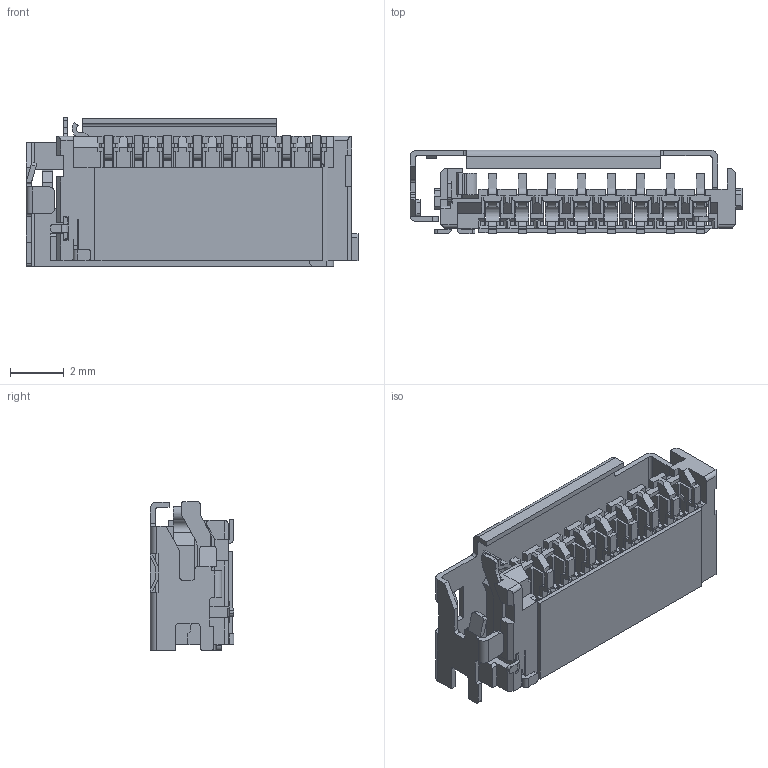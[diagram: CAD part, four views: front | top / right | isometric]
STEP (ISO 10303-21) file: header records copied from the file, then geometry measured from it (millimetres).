
FILE_DESCRIPTION (( 'STEP AP214' ), '1' );
FILE_NAME ('TF-021B1.STEP', '2021-07-17T00:02:22', ( 'Administrator' ), ( 'Microsoft' ), 'SwSTEP 2.0', 'SolidWorks 2019', '' );
FILE_SCHEMA (( 'AUTOMOTIVE_DESIGN' ));
Length unit declared in the file: millimetre
Products named in the file (4): 铁壳.stepep_默认__è_; 胶体.stepep_默认__è_; TF-021B1; 簧片.stepep_默认__è_
Assembly tree (3 placements, depth 2):
  TF-021B1
    簧片.stepep_默认__è_
    胶体.stepep_默认__è_
    铁壳.stepep_默认__è_
Bounding box: 12.31 x 3.1 x 5.52 mm (x, y, z)
Volume: 63.3 mm3; surface area: 537.4 mm2
Topology: 12 solids, 12 shells, 939 faces, 2744 edges, 1818 vertices
Faces by surface type: plane 763, cylinder 176
Entity records: 41339 total; most frequent: CARTESIAN_POINT 5525, ORIENTED_EDGE 5488, DIRECTION 4977, EDGE_CURVE 2744, VECTOR 2389, LINE 2389, VERTEX_POINT 1818, AXIS2_PLACEMENT_3D 1294
